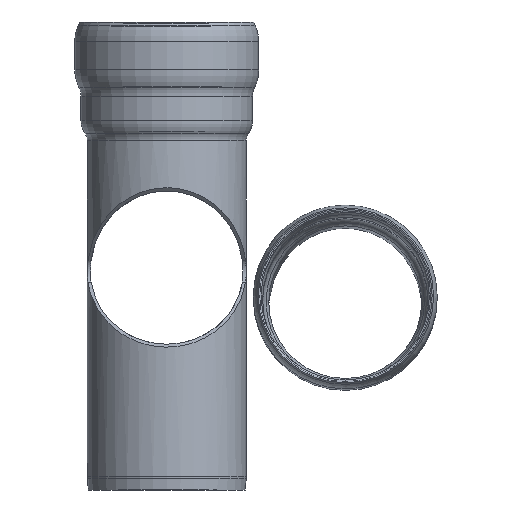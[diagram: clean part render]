
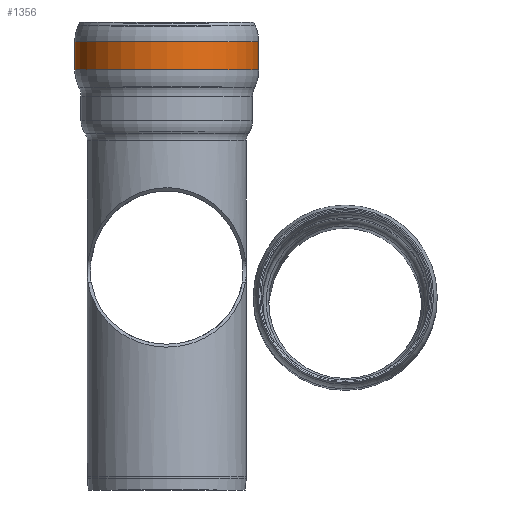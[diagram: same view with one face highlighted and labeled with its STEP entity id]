
A CAD part, left-side view. The second image highlights one B-rep face of the part: STEP entity #1356.
In plain terms, the highlighted cylindrical face has radius 590 mm (diameter 1180 mm), a full revolution.
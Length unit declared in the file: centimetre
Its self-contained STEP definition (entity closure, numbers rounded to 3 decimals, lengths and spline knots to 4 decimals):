
#82=CYLINDRICAL_SURFACE('',#1491,59.);
#120=LINE('',#2495,#168);
#168=VECTOR('',#1834,59.);
#234=FACE_OUTER_BOUND('',#314,.T.);
#314=EDGE_LOOP('',(#1014,#1015,#1016,#1017,#1018,#1019));
#403=CIRCLE('',#1488,59.);
#405=CIRCLE('',#1490,59.);
#406=CIRCLE('',#1492,59.);
#407=CIRCLE('',#1493,59.);
#548=VERTEX_POINT('',#2485);
#549=VERTEX_POINT('',#2486);
#550=VERTEX_POINT('',#2491);
#551=VERTEX_POINT('',#2492);
#715=EDGE_CURVE('',#548,#549,#403,.T.);
#717=EDGE_CURVE('',#549,#548,#405,.T.);
#718=EDGE_CURVE('',#550,#551,#406,.T.);
#719=EDGE_CURVE('',#551,#550,#407,.T.);
#720=EDGE_CURVE('',#551,#549,#120,.T.);
#1014=ORIENTED_EDGE('',*,*,#718,.F.);
#1015=ORIENTED_EDGE('',*,*,#719,.F.);
#1016=ORIENTED_EDGE('',*,*,#720,.T.);
#1017=ORIENTED_EDGE('',*,*,#717,.T.);
#1018=ORIENTED_EDGE('',*,*,#715,.T.);
#1019=ORIENTED_EDGE('',*,*,#720,.F.);
#1356=ADVANCED_FACE('',(#234),#82,.T.);
#1488=AXIS2_PLACEMENT_3D('',#2487,#1822,#1823);
#1490=AXIS2_PLACEMENT_3D('',#2489,#1826,#1827);
#1491=AXIS2_PLACEMENT_3D('',#2490,#1828,#1829);
#1492=AXIS2_PLACEMENT_3D('',#2493,#1830,#1831);
#1493=AXIS2_PLACEMENT_3D('',#2494,#1832,#1833);
#1822=DIRECTION('center_axis',(0.,0.,
-1.));
#1823=DIRECTION('ref_axis',(1.,0.,0.));
#1826=DIRECTION('center_axis',(0.,0.,
-1.));
#1827=DIRECTION('ref_axis',(1.,0.,0.));
#1828=DIRECTION('center_axis',(0.,0.,
-1.));
#1829=DIRECTION('ref_axis',(-1.,0.,0.));
#1830=DIRECTION('center_axis',(0.,0.,
-1.));
#1831=DIRECTION('ref_axis',(1.,0.,0.));
#1832=DIRECTION('center_axis',(0.,0.,
-1.));
#1833=DIRECTION('ref_axis',(1.,0.,0.));
#1834=DIRECTION('',(0.,0.,1.));
#2485=CARTESIAN_POINT('',(-740.1634,303.2162,287.3952));
#2486=CARTESIAN_POINT('',(-681.1634,362.2162,287.3952));
#2487=CARTESIAN_POINT('Origin',(-740.1634,362.2162,287.3952));
#2489=CARTESIAN_POINT('Origin',(-740.1634,362.2162,287.3952));
#2490=CARTESIAN_POINT('Origin',(-740.1634,362.2162,278.3141));
#2491=CARTESIAN_POINT('',(-740.1634,303.2162,269.233));
#2492=CARTESIAN_POINT('',(-681.1634,362.2162,269.233));
#2493=CARTESIAN_POINT('Origin',(-740.1634,362.2162,269.233));
#2494=CARTESIAN_POINT('Origin',(-740.1634,362.2162,269.233));
#2495=CARTESIAN_POINT('',(-681.1634,362.2162,278.3141));
